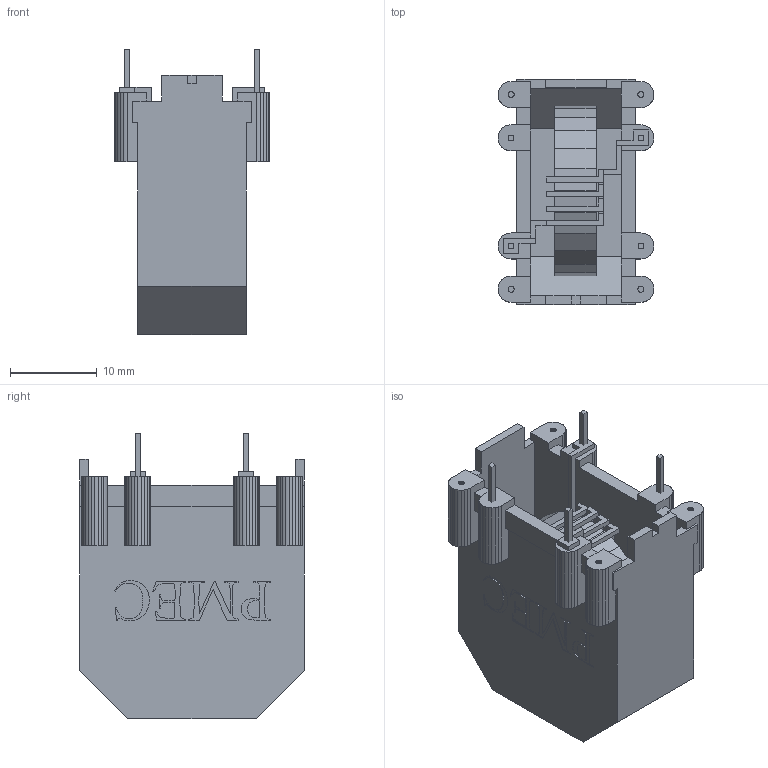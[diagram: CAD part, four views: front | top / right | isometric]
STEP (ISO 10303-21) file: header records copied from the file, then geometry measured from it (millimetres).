
FILE_DESCRIPTION(('FreeCAD Model'),'2;1');
FILE_NAME('X23Vi.stp', '2014-07-08T13:49:52',('FreeCAD'),('FreeCAD'), 'Open CASCADE STEP processor 6.3','FreeCAD','Unknown');
FILE_SCHEMA(('AUTOMOTIVE_DESIGN_CC2 { 1 2 10303 214 -1 1 5 4 }'));
Products named in the file (6): X23Vi; X23Vi002; X23Vi005; X23Vi004; X23Vi001; X23Vi003
Bounding box: 18 x 26 x 33 mm (x, y, z)
Volume: 3359.4 mm3; surface area: 6083.2 mm2
Topology: 6 solids, 6 shells, 784 faces, 2294 edges, 1534 vertices
Faces by surface type: plane 523, cylinder 254, cone 7
Entity records: 60508 total; most frequent: CARTESIAN_POINT 16808, DIRECTION 7625, LINE 4747, VECTOR 4747, ORIENTED_EDGE 4588, PCURVE 4588, DEFINITIONAL_REPRESENTATION 4588, EDGE_CURVE 2294
